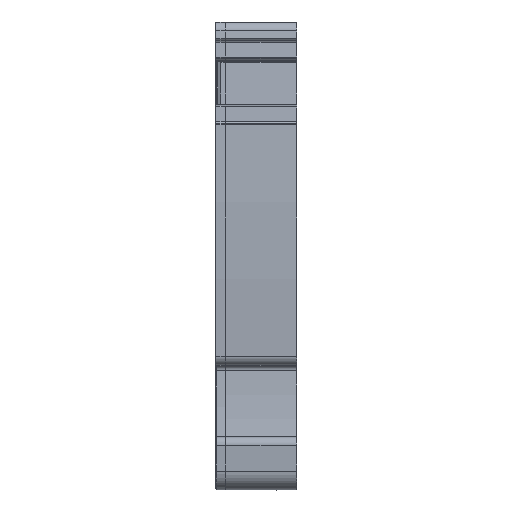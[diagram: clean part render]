
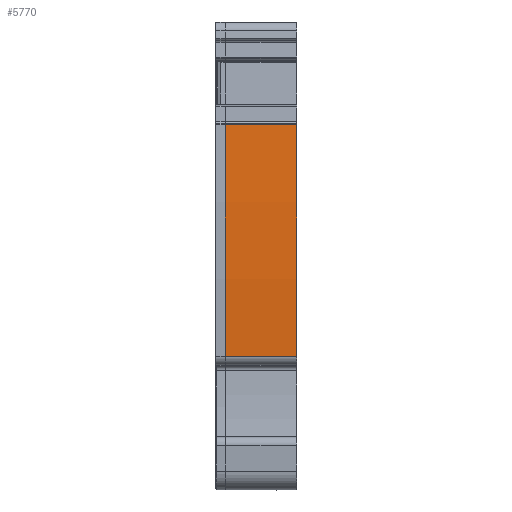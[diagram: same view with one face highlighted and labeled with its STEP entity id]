
A CAD part, front view. The second image highlights one B-rep face of the part: STEP entity #5770.
In plain terms, the highlighted cylindrical face has radius 180 mm (diameter 360 mm), a partial arc.
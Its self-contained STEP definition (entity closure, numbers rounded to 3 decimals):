
#1045=AXIS2_PLACEMENT_3D('Circle Axis2P3D',#1043,#1044,$) ;
#4992=AXIS2_PLACEMENT_3D('Cylinder Axis2P3D',#4989,#4990,#4991) ;
#5761=AXIS2_PLACEMENT_3D('Circle Axis2P3D',#5759,#5760,$) ;
#1040=CARTESIAN_POINT('Vertex',(8.1,1.472,36.509)) ;
#1043=CARTESIAN_POINT('Axis2P3D Location',(8.1,181.12,25.25)) ;
#1047=CARTESIAN_POINT('Vertex',(8.1,1.512,13.384)) ;
#4989=CARTESIAN_POINT('Axis2P3D Location',(4.05,181.12,25.25)) ;
#5733=CARTESIAN_POINT('Line Origine',(4.05,1.472,36.509)) ;
#5737=CARTESIAN_POINT('Vertex',(1.,1.472,36.509)) ;
#5752=CARTESIAN_POINT('Line Origine',(4.05,1.512,13.384)) ;
#5756=CARTESIAN_POINT('Vertex',(1.,1.512,13.384)) ;
#5759=CARTESIAN_POINT('Axis2P3D Location',(1.,181.12,25.25)) ;
#1044=DIRECTION('Axis2P3D Direction',(1.,0.,0.)) ;
#4990=DIRECTION('Axis2P3D Direction',(1.,0.,0.)) ;
#4991=DIRECTION('Axis2P3D XDirection',(0.,-0.993,0.115)) ;
#5734=DIRECTION('Vector Direction',(1.,0.,0.)) ;
#5753=DIRECTION('Vector Direction',(1.,0.,0.)) ;
#5760=DIRECTION('Axis2P3D Direction',(1.,0.,0.)) ;
#5735=VECTOR('Line Direction',#5734,1.) ;
#5754=VECTOR('Line Direction',#5753,1.) ;
#5765=ORIENTED_EDGE('',*,*,#5758,.F.) ;
#5766=ORIENTED_EDGE('',*,*,#1049,.F.) ;
#5767=ORIENTED_EDGE('',*,*,#5739,.T.) ;
#5768=ORIENTED_EDGE('',*,*,#5763,.F.) ;
#5770=ADVANCED_FACE('V1',(#5769),#4993,.T.) ;
#1046=CIRCLE('generated circle',#1045,180.) ;
#5762=CIRCLE('generated circle',#5761,180.) ;
#4993=CYLINDRICAL_SURFACE('generated cylinder',#4992,180.) ;
#1049=EDGE_CURVE('',#1041,#1048,#1046,.T.) ;
#5739=EDGE_CURVE('',#1041,#5738,#5736,.F.) ;
#5758=EDGE_CURVE('',#1048,#5757,#5755,.F.) ;
#5763=EDGE_CURVE('',#5757,#5738,#5762,.F.) ;
#5764=EDGE_LOOP('',(#5765,#5766,#5767,#5768)) ;
#5769=FACE_OUTER_BOUND('',#5764,.T.) ;
#5736=LINE('Line',#5733,#5735) ;
#5755=LINE('Line',#5752,#5754) ;
#1041=VERTEX_POINT('',#1040) ;
#1048=VERTEX_POINT('',#1047) ;
#5738=VERTEX_POINT('',#5737) ;
#5757=VERTEX_POINT('',#5756) ;
